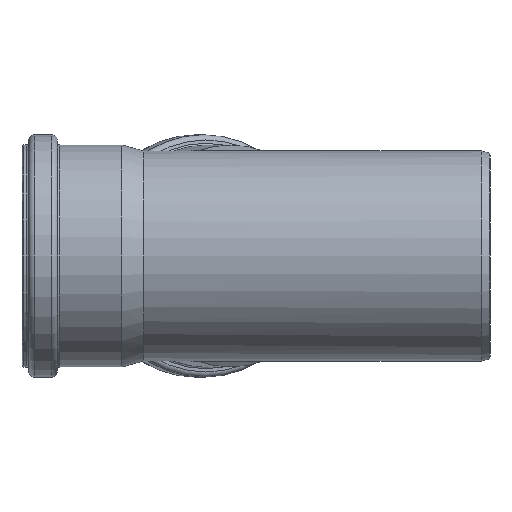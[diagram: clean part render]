
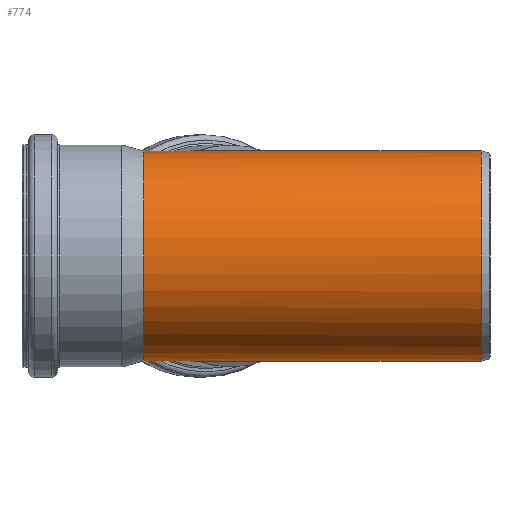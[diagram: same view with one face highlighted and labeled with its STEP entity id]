
A CAD part, left-side view. The second image highlights one B-rep face of the part: STEP entity #774.
In plain terms, the highlighted cylindrical face has radius 55.15 mm (diameter 110.3 mm), a full revolution.
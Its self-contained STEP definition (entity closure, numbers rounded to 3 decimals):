
#41=FACE_BOUND('',#266,.T.);
#98=CIRCLE('',#848,55.15);
#99=CIRCLE('',#849,55.15);
#170=ELLIPSE('',#840,100.515,55.15);
#173=ELLIPSE('',#843,100.515,55.15);
#175=ELLIPSE('',#845,66.702,55.15);
#198=FACE_OUTER_BOUND('',#265,.T.);
#265=EDGE_LOOP('',(#619));
#266=EDGE_LOOP('',(#620,#621,#622,#623,#624,#625));
#391=B_SPLINE_CURVE_WITH_KNOTS('',3,(#1425,#1426,#1427,#1428,#1429,#1430,
#1431,#1432,#1433,#1434),.UNSPECIFIED.,.F.,.F.,(4,3,3,4),(0.957,
0.97,0.986,1.015),.UNSPECIFIED.);
#396=B_SPLINE_CURVE_WITH_KNOTS('',3,(#1554,#1555,#1556,#1557,#1558,#1559,
#1560,#1561,#1562,#1563),.UNSPECIFIED.,.F.,.F.,(4,3,3,4),(0.,0.014,
0.022,0.028),.UNSPECIFIED.);
#413=VERTEX_POINT('',#1417);
#414=VERTEX_POINT('',#1424);
#417=VERTEX_POINT('',#1527);
#418=VERTEX_POINT('',#1553);
#419=VERTEX_POINT('',#1612);
#420=VERTEX_POINT('',#1657);
#421=VERTEX_POINT('',#1714);
#496=EDGE_CURVE('',#414,#413,#391,.T.);
#501=EDGE_CURVE('',#418,#417,#396,.T.);
#503=EDGE_CURVE('',#414,#419,#170,.T.);
#506=EDGE_CURVE('',#420,#417,#173,.T.);
#508=EDGE_CURVE('',#419,#420,#175,.T.);
#509=EDGE_CURVE('',#421,#421,#98,.T.);
#510=EDGE_CURVE('',#418,#413,#99,.T.);
#619=ORIENTED_EDGE('',*,*,#509,.T.);
#620=ORIENTED_EDGE('',*,*,#496,.T.);
#621=ORIENTED_EDGE('',*,*,#510,.F.);
#622=ORIENTED_EDGE('',*,*,#501,.T.);
#623=ORIENTED_EDGE('',*,*,#506,.F.);
#624=ORIENTED_EDGE('',*,*,#508,.F.);
#625=ORIENTED_EDGE('',*,*,#503,.F.);
#745=CYLINDRICAL_SURFACE('',#847,55.15);
#774=ADVANCED_FACE('',(#198,#41),#745,.T.);
#840=AXIS2_PLACEMENT_3D('',#1613,#982,#983);
#843=AXIS2_PLACEMENT_3D('',#1659,#988,#989);
#845=AXIS2_PLACEMENT_3D('',#1711,#992,#993);
#847=AXIS2_PLACEMENT_3D('',#1713,#996,#997);
#848=AXIS2_PLACEMENT_3D('',#1715,#998,#999);
#849=AXIS2_PLACEMENT_3D('',#1716,#1000,#1001);
#982=DIRECTION('center_axis',(0.836,-0.549,0.));
#983=DIRECTION('ref_axis',(0.549,0.836,0.));
#988=DIRECTION('center_axis',(0.836,-0.549,0.));
#989=DIRECTION('ref_axis',(0.549,0.836,0.));
#992=DIRECTION('center_axis',(0.562,0.827,0.));
#993=DIRECTION('ref_axis',(0.827,-0.562,0.));
#996=DIRECTION('center_axis',(0.,1.,0.));
#997=DIRECTION('ref_axis',(-1.,0.,0.));
#998=DIRECTION('center_axis',(0.,1.,0.));
#999=DIRECTION('ref_axis',(1.,0.,0.));
#1000=DIRECTION('center_axis',(0.,1.,0.));
#1001=DIRECTION('ref_axis',(1.,0.,0.));
#1417=CARTESIAN_POINT('',(52.864,181.662,15.712));
#1424=CARTESIAN_POINT('',(52.936,181.56,15.471));
#1425=CARTESIAN_POINT('Ctrl Pts',(52.936,181.56,15.471));
#1426=CARTESIAN_POINT('Ctrl Pts',(52.933,181.579,15.481));
#1427=CARTESIAN_POINT('Ctrl Pts',(52.929,181.595,15.495));
#1428=CARTESIAN_POINT('Ctrl Pts',(52.924,181.609,15.511));
#1429=CARTESIAN_POINT('Ctrl Pts',(52.919,181.623,15.53));
#1430=CARTESIAN_POINT('Ctrl Pts',(52.912,181.634,15.551));
#1431=CARTESIAN_POINT('Ctrl Pts',(52.906,181.642,15.573));
#1432=CARTESIAN_POINT('Ctrl Pts',(52.893,181.657,15.616));
#1433=CARTESIAN_POINT('Ctrl Pts',(52.878,181.662,15.666));
#1434=CARTESIAN_POINT('Ctrl Pts',(52.864,181.662,15.712));
#1527=CARTESIAN_POINT('',(52.936,181.56,-15.471));
#1553=CARTESIAN_POINT('',(52.864,181.662,-15.712));
#1554=CARTESIAN_POINT('Ctrl Pts',(52.864,181.662,-15.712));
#1555=CARTESIAN_POINT('Ctrl Pts',(52.878,181.662,-15.667));
#1556=CARTESIAN_POINT('Ctrl Pts',(52.892,181.657,-15.619));
#1557=CARTESIAN_POINT('Ctrl Pts',(52.905,181.643,-15.576));
#1558=CARTESIAN_POINT('Ctrl Pts',(52.912,181.635,-15.552));
#1559=CARTESIAN_POINT('Ctrl Pts',(52.919,181.623,-15.528));
#1560=CARTESIAN_POINT('Ctrl Pts',(52.925,181.605,-15.507));
#1561=CARTESIAN_POINT('Ctrl Pts',(52.93,181.593,-15.493));
#1562=CARTESIAN_POINT('Ctrl Pts',(52.933,181.578,-15.48));
#1563=CARTESIAN_POINT('Ctrl Pts',(52.936,181.56,-15.471));
#1612=CARTESIAN_POINT('',(0.,100.9,55.15));
#1613=CARTESIAN_POINT('Origin',(0.,100.9,0.));
#1657=CARTESIAN_POINT('',(0.,100.9,-55.15));
#1659=CARTESIAN_POINT('Origin',(0.,100.9,0.));
#1711=CARTESIAN_POINT('Origin',(0.,100.9,0.));
#1713=CARTESIAN_POINT('Origin',(0.,181.28,
0.));
#1714=CARTESIAN_POINT('',(-55.15,4.5,0.));
#1715=CARTESIAN_POINT('Origin',(0.,4.5,0.));
#1716=CARTESIAN_POINT('Origin',(0.,181.662,
0.));
